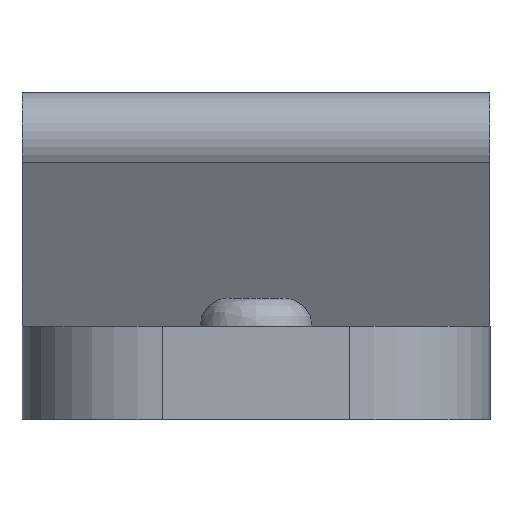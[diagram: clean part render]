
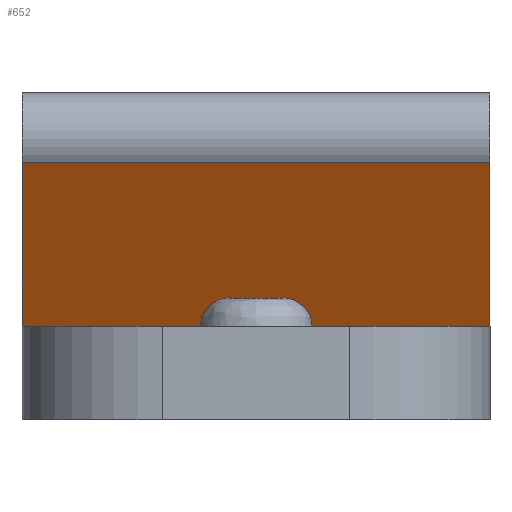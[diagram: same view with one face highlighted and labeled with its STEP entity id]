
A CAD part, left-side view. The second image highlights one B-rep face of the part: STEP entity #652.
In plain terms, the highlighted planar face has unit normal (-0.866, 0, -0.5).
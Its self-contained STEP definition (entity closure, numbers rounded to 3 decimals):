
#28=PLANE('',#720);
#66=FACE_OUTER_BOUND('',#105,.T.);
#105=EDGE_LOOP('',(#578,#579,#580,#581));
#182=LINE('',#1594,#224);
#194=LINE('',#1756,#236);
#199=LINE('',#1768,#241);
#203=LINE('',#2462,#245);
#224=VECTOR('',#800,10.);
#236=VECTOR('',#834,10.);
#241=VECTOR('',#847,10.);
#245=VECTOR('',#861,10.);
#291=VERTEX_POINT('',#1591);
#292=VERTEX_POINT('',#1593);
#308=VERTEX_POINT('',#1753);
#309=VERTEX_POINT('',#1755);
#366=EDGE_CURVE('',#292,#291,#182,.T.);
#388=EDGE_CURVE('',#309,#308,#194,.T.);
#395=EDGE_CURVE('',#309,#291,#199,.T.);
#405=EDGE_CURVE('',#292,#308,#203,.T.);
#578=ORIENTED_EDGE('',*,*,#405,.F.);
#579=ORIENTED_EDGE('',*,*,#366,.T.);
#580=ORIENTED_EDGE('',*,*,#395,.F.);
#581=ORIENTED_EDGE('',*,*,#388,.T.);
#652=ADVANCED_FACE('',(#66),#28,.T.);
#720=AXIS2_PLACEMENT_3D('',#2465,#865,#866);
#800=DIRECTION('',(0.5,0.,-0.866));
#834=DIRECTION('',(-0.5,0.,0.866));
#847=DIRECTION('',(0.,1.,0.));
#861=DIRECTION('',(0.,-1.,0.));
#865=DIRECTION('center_axis',(-0.866,0.,-0.5));
#866=DIRECTION('ref_axis',(-0.5,0.,0.866));
#1591=CARTESIAN_POINT('',(-4.513,10.,2.));
#1593=CARTESIAN_POINT('',(-6.534,10.,5.5));
#1594=CARTESIAN_POINT('',(-4.49,10.,1.96));
#1753=CARTESIAN_POINT('',(-6.534,0.,5.5));
#1755=CARTESIAN_POINT('',(-4.513,0.,2.));
#1756=CARTESIAN_POINT('',(-4.513,0.,2.));
#1768=CARTESIAN_POINT('',(-4.513,2.5,2.));
#2462=CARTESIAN_POINT('',(-6.534,0.,5.5));
#2465=CARTESIAN_POINT('Origin',(-4.513,0.,2.));
